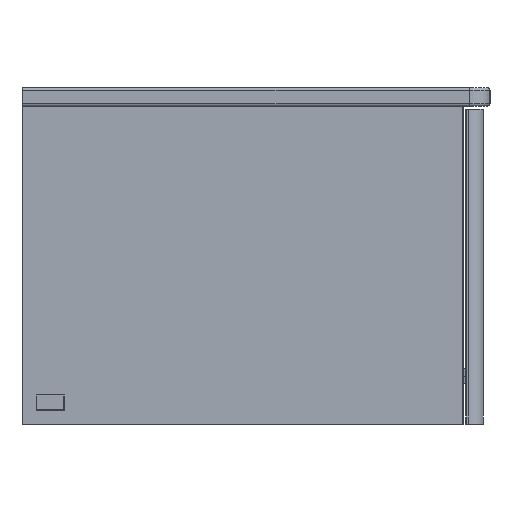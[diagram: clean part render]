
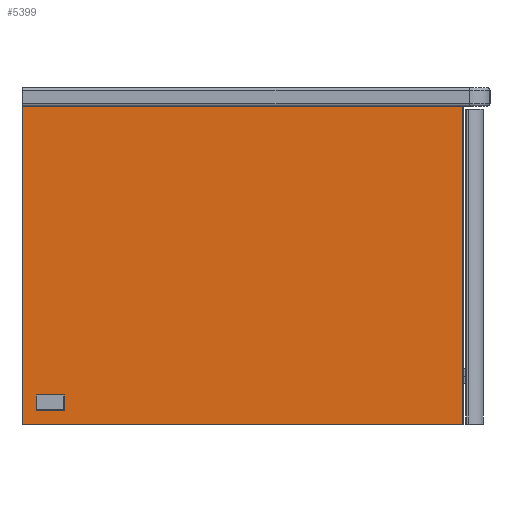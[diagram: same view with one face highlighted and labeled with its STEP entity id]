
A CAD part, left-side view. The second image highlights one B-rep face of the part: STEP entity #5399.
In plain terms, the highlighted planar face has unit normal (-1, 0, 0).
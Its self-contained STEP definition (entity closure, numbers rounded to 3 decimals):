
#5248=CARTESIAN_POINT('',(73816.257,-9894.508,170.0));
#5249=VERTEX_POINT('',#5248);
#5256=CARTESIAN_POINT('',(73816.257,-9894.508,-170.0));
#5257=VERTEX_POINT('',#5256);
#5258=CARTESIAN_POINT('',(73816.257,-9894.508,170.0));
#5259=DIRECTION('',(0.0,0.0,-1.0));
#5260=VECTOR('',#5259,340.0);
#5261=LINE('',#5258,#5260);
#5262=EDGE_CURVE('',#5249,#5257,#5261,.T.);
#5318=CARTESIAN_POINT('',(73816.257,-9423.508,-170.0));
#5319=VERTEX_POINT('',#5318);
#5320=CARTESIAN_POINT('',(73816.257,-9423.508,-170.0));
#5321=DIRECTION('',(0.0,-1.0,0.0));
#5322=VECTOR('',#5321,471.0);
#5323=LINE('',#5320,#5322);
#5324=EDGE_CURVE('',#5319,#5257,#5323,.T.);
#5376=CARTESIAN_POINT('',(73816.257,-9659.008,-170.001));
#5377=DIRECTION('',(-1.0,0.0,0.0));
#5378=DIRECTION('',(0.0,0.0,1.0));
#5379=AXIS2_PLACEMENT_3D('',#5376,#5377,#5378);
#5380=PLANE('',#5379);
#5381=ORIENTED_EDGE('',*,*,#5262,.F.);
#5382=CARTESIAN_POINT('',(73816.257,-9423.508,170.0));
#5383=VERTEX_POINT('',#5382);
#5384=CARTESIAN_POINT('',(73816.257,-9423.508,170.0));
#5385=DIRECTION('',(0.0,-1.0,0.0));
#5386=VECTOR('',#5385,471.0);
#5387=LINE('',#5384,#5386);
#5388=EDGE_CURVE('',#5383,#5249,#5387,.T.);
#5389=ORIENTED_EDGE('',*,*,#5388,.F.);
#5390=CARTESIAN_POINT('',(73816.257,-9423.508,-170.0));
#5391=DIRECTION('',(0.0,0.0,1.0));
#5392=VECTOR('',#5391,340.0);
#5393=LINE('',#5390,#5392);
#5394=EDGE_CURVE('',#5319,#5383,#5393,.T.);
#5395=ORIENTED_EDGE('',*,*,#5394,.F.);
#5396=ORIENTED_EDGE('',*,*,#5324,.T.);
#5397=EDGE_LOOP('',(#5381,#5389,#5395,#5396));
#5398=FACE_OUTER_BOUND('',#5397,.T.);
#5399=ADVANCED_FACE('',(#5398),#5380,.T.);
